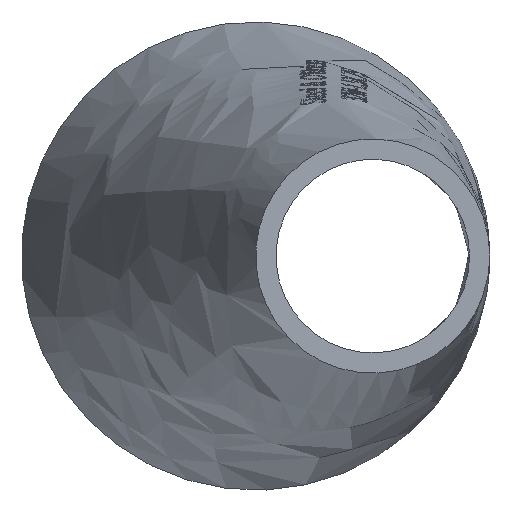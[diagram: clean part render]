
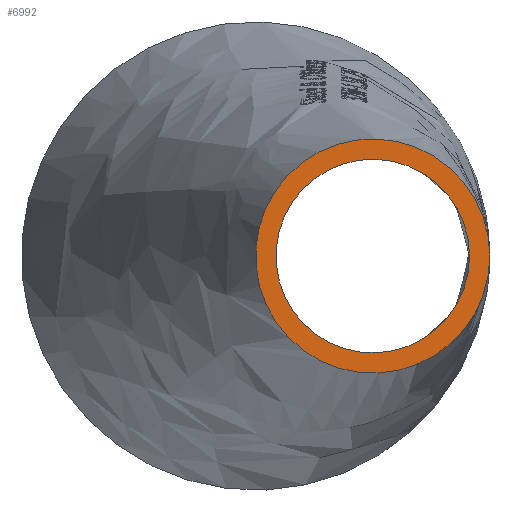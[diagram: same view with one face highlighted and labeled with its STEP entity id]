
A CAD part, left-side view. The second image highlights one B-rep face of the part: STEP entity #6992.
In plain terms, the highlighted planar face has unit normal (-1, 0, 0).
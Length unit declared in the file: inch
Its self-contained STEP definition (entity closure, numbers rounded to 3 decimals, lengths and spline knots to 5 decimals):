
#176=PLANE('',#7262);
#475=FACE_BOUND('',#2031,.T.);
#476=FACE_BOUND('',#2032,.T.);
#2031=EDGE_LOOP('',(#6589,#6590));
#2032=EDGE_LOOP('',(#6591,#6592));
#2087=CIRCLE('',#7070,0.375);
#2103=CIRCLE('',#7090,0.375);
#2108=CIRCLE('',#7259,0.31);
#2109=CIRCLE('',#7260,0.31);
#2910=VERTEX_POINT('',#9735);
#2911=VERTEX_POINT('',#9736);
#3380=VERTEX_POINT('',#15858);
#3381=VERTEX_POINT('',#15861);
#3626=EDGE_CURVE('',#2910,#2911,#2087,.T.);
#3697=EDGE_CURVE('',#2911,#2910,#2103,.T.);
#4452=EDGE_CURVE('',#3381,#3380,#2108,.T.);
#4453=EDGE_CURVE('',#3380,#3381,#2109,.T.);
#6589=ORIENTED_EDGE('',*,*,#4452,.T.);
#6590=ORIENTED_EDGE('',*,*,#4453,.T.);
#6591=ORIENTED_EDGE('',*,*,#3626,.F.);
#6592=ORIENTED_EDGE('',*,*,#3697,.F.);
#6992=ADVANCED_FACE('',(#475,#476),#176,.F.);
#7070=AXIS2_PLACEMENT_3D('',#9737,#7424,#7425);
#7090=AXIS2_PLACEMENT_3D('',#10151,#7465,#7466);
#7259=AXIS2_PLACEMENT_3D('',#15862,#8141,#8142);
#7260=AXIS2_PLACEMENT_3D('',#15863,#8143,#8144);
#7262=AXIS2_PLACEMENT_3D('',#15865,#8147,#8148);
#7424=DIRECTION('center_axis',(1.,0.,0.));
#7425=DIRECTION('ref_axis',(0.,-1.,0.));
#7465=DIRECTION('center_axis',(1.,0.,0.));
#7466=DIRECTION('ref_axis',(0.,-1.,0.));
#8141=DIRECTION('center_axis',(1.,0.,0.));
#8142=DIRECTION('ref_axis',(0.,-0.033,-0.999));
#8143=DIRECTION('center_axis',(1.,0.,0.));
#8144=DIRECTION('ref_axis',(0.,-0.033,-0.999));
#8147=DIRECTION('center_axis',(1.,0.,0.));
#8148=DIRECTION('ref_axis',(0.,0.,-1.));
#9735=CARTESIAN_POINT('',(0.,-0.375,0.));
#9736=CARTESIAN_POINT('',(0.,-0.01233,0.3748));
#9737=CARTESIAN_POINT('Origin',(0.,0.,0.));
#10151=CARTESIAN_POINT('Origin',(0.,0.,0.));
#15858=CARTESIAN_POINT('',(0.,-0.01019,0.30983));
#15861=CARTESIAN_POINT('',(0.,-0.31,0.));
#15862=CARTESIAN_POINT('Origin',(0.,0.,0.));
#15863=CARTESIAN_POINT('Origin',(0.,0.,0.));
#15865=CARTESIAN_POINT('Origin',(0.,0.,0.));
